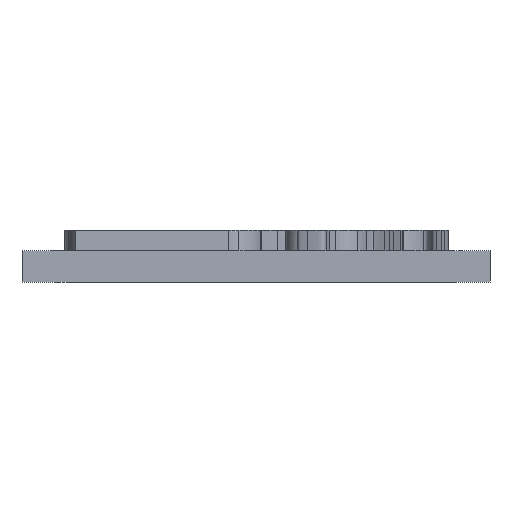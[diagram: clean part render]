
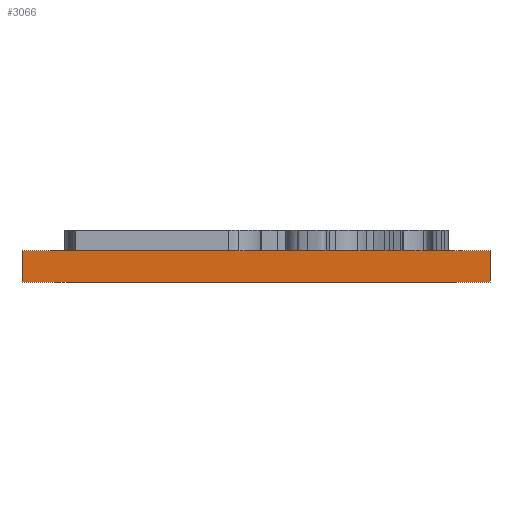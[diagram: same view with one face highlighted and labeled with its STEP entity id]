
A CAD part, front view. The second image highlights one B-rep face of the part: STEP entity #3066.
In plain terms, the highlighted planar face has unit normal (0, -1, 0).
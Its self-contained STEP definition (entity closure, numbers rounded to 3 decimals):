
#428=PLANE('',#3136);
#595=FACE_OUTER_BOUND('',#764,.T.);
#764=EDGE_LOOP('',(#2734,#2735,#2736,#2737));
#989=LINE('',#5935,#1202);
#990=LINE('',#5938,#1203);
#991=LINE('',#5940,#1204);
#992=LINE('',#5941,#1205);
#1202=VECTOR('',#3453,10.);
#1203=VECTOR('',#3456,10.);
#1204=VECTOR('',#3457,10.);
#1205=VECTOR('',#3458,10.);
#1518=VERTEX_POINT('',#5931);
#1519=VERTEX_POINT('',#5933);
#1520=VERTEX_POINT('',#5937);
#1521=VERTEX_POINT('',#5939);
#1975=EDGE_CURVE('',#1518,#1519,#989,.T.);
#1976=EDGE_CURVE('',#1520,#1518,#990,.T.);
#1977=EDGE_CURVE('',#1521,#1519,#991,.T.);
#1978=EDGE_CURVE('',#1520,#1521,#992,.T.);
#2734=ORIENTED_EDGE('',*,*,#1976,.T.);
#2735=ORIENTED_EDGE('',*,*,#1975,.T.);
#2736=ORIENTED_EDGE('',*,*,#1977,.F.);
#2737=ORIENTED_EDGE('',*,*,#1978,.F.);
#3066=ADVANCED_FACE('',(#595),#428,.T.);
#3136=AXIS2_PLACEMENT_3D('',#5936,#3454,#3455);
#3453=DIRECTION('',(0.,0.,1.));
#3454=DIRECTION('center_axis',(0.,-1.,0.));
#3455=DIRECTION('ref_axis',(1.,0.,0.));
#3456=DIRECTION('',(1.,0.,0.));
#3457=DIRECTION('',(1.,0.,0.));
#3458=DIRECTION('',(0.,0.,1.));
#5931=CARTESIAN_POINT('',(45.,0.,0.));
#5933=CARTESIAN_POINT('',(45.,0.,3.));
#5935=CARTESIAN_POINT('',(45.,0.,0.));
#5936=CARTESIAN_POINT('Origin',(0.,0.,0.));
#5937=CARTESIAN_POINT('',(0.,0.,0.));
#5938=CARTESIAN_POINT('',(0.,0.,0.));
#5939=CARTESIAN_POINT('',(0.,0.,3.));
#5940=CARTESIAN_POINT('',(0.,0.,3.));
#5941=CARTESIAN_POINT('',(0.,0.,0.));
